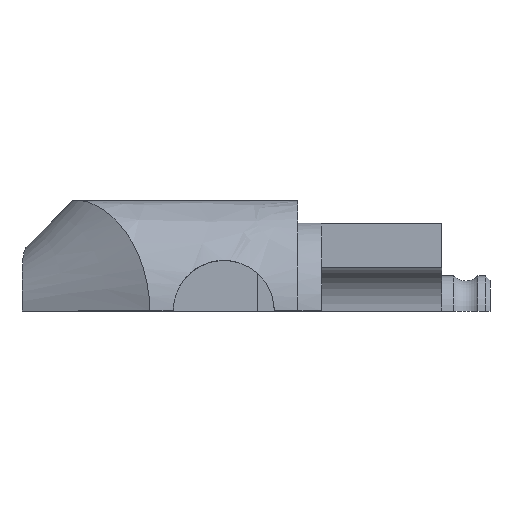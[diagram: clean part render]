
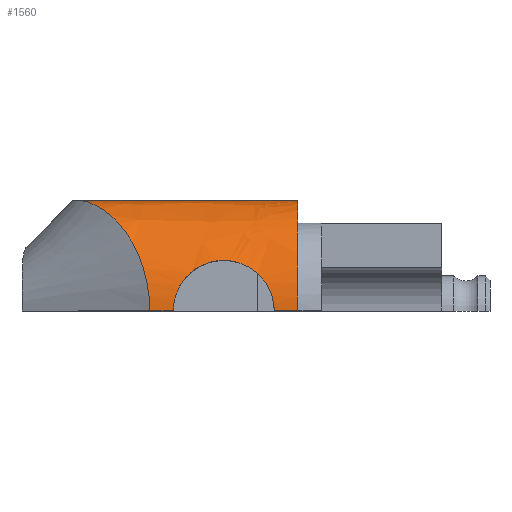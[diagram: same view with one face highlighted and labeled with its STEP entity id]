
A CAD part, top view. The second image highlights one B-rep face of the part: STEP entity #1560.
In plain terms, the highlighted free-form (B-spline) face has degree [2, 1] with [5, 2] control points.
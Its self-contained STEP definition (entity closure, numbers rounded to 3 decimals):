
#29=ELLIPSE('',#1666,11.5,10.);
#31=(
BOUNDED_SURFACE()
B_SPLINE_SURFACE(2,1,((#2278,#2279),(#2280,#2281),(#2282,#2283),(#2284,
#2285),(#2286,#2287)),.UNSPECIFIED.,.F.,.F.,.F.)
B_SPLINE_SURFACE_WITH_KNOTS((3,2,3),(2,2),(111.113,111.278,
127.771),(0.,33.671),.UNSPECIFIED.)
GEOMETRIC_REPRESENTATION_ITEM()
RATIONAL_B_SPLINE_SURFACE(((1.,1.),(1.,1.),(1.,1.),(0.707,0.707),
(1.,1.)))
REPRESENTATION_ITEM('')
SURFACE()
);
#56=B_SPLINE_CURVE_WITH_KNOTS('',3,(#2296,#2297,#2298,#2299,#2300,#2301,
#2302,#2303,#2304,#2305,#2306,#2307,#2308,#2309,#2310,#2311,#2312,#2313,
#2314,#2315,#2316,#2317,#2318),.UNSPECIFIED.,.F.,.F.,(4,1,1,1,1,1,1,1,1,
1,1,1,1,1,1,1,1,1,1,1,4),(2.006,2.626,3.282,
3.938,4.595,5.251,5.907,6.564,
7.22,7.877,8.533,9.189,9.846,
10.502,11.159,11.815,12.471,13.128,
13.784,14.44,15.097),.UNSPECIFIED.);
#57=B_SPLINE_CURVE_WITH_KNOTS('',3,(#2321,#2322,#2323,#2324,#2325,#2326,
#2327,#2328,#2329,#2330,#2331,#2332,#2333,#2334,#2335,#2336,#2337,#2338,
#2339,#2340,#2341,#2342,#2343,#2344,#2345,#2346),.UNSPECIFIED.,.F.,.F.,
(4,2,2,2,2,2,2,2,2,2,2,2,4),(-0.864,-0.804,-0.739,
-0.647,-0.542,-0.49,-0.458,
-0.43,-0.395,-0.332,-0.23,
-0.128,-0.015),.UNSPECIFIED.);
#125=FACE_OUTER_BOUND('',#212,.T.);
#212=EDGE_LOOP('',(#1099,#1100,#1101,#1102,#1103,#1104));
#339=LINE('',#2290,#509);
#340=LINE('',#2294,#510);
#341=LINE('',#2320,#511);
#509=VECTOR('',#1832,10.);
#510=VECTOR('',#1835,10.);
#511=VECTOR('',#1836,10.);
#686=VERTEX_POINT('',#2288);
#687=VERTEX_POINT('',#2289);
#688=VERTEX_POINT('',#2291);
#689=VERTEX_POINT('',#2293);
#690=VERTEX_POINT('',#2295);
#691=VERTEX_POINT('',#2319);
#848=EDGE_CURVE('',#686,#687,#339,.T.);
#849=EDGE_CURVE('',#688,#686,#29,.T.);
#850=EDGE_CURVE('',#688,#689,#340,.T.);
#851=EDGE_CURVE('',#689,#690,#56,.T.);
#852=EDGE_CURVE('',#691,#690,#341,.T.);
#853=EDGE_CURVE('',#687,#691,#57,.T.);
#1099=ORIENTED_EDGE('',*,*,#848,.F.);
#1100=ORIENTED_EDGE('',*,*,#849,.F.);
#1101=ORIENTED_EDGE('',*,*,#850,.T.);
#1102=ORIENTED_EDGE('',*,*,#851,.T.);
#1103=ORIENTED_EDGE('',*,*,#852,.F.);
#1104=ORIENTED_EDGE('',*,*,#853,.F.);
#1560=ADVANCED_FACE('',(#125),#31,.T.);
#1666=AXIS2_PLACEMENT_3D('',#2292,#1833,#1834);
#1832=DIRECTION('',(-1.,0.,0.));
#1833=DIRECTION('center_axis',(1.,0.,0.));
#1834=DIRECTION('ref_axis',(0.,1.,0.));
#1835=DIRECTION('',(-1.,0.,0.));
#1836=DIRECTION('',(-1.,0.,0.));
#2278=CARTESIAN_POINT('Ctrl Pts',(-2.984,-0.163,
11.05));
#2279=CARTESIAN_POINT('Ctrl Pts',(-64.291,-0.163,11.05));
#2280=CARTESIAN_POINT('Ctrl Pts',(-2.984,-0.081,
11.05));
#2281=CARTESIAN_POINT('Ctrl Pts',(-64.291,-0.081,
11.05));
#2282=CARTESIAN_POINT('Ctrl Pts',(-2.984,0.,
11.05));
#2283=CARTESIAN_POINT('Ctrl Pts',(-64.291,0.,
11.05));
#2284=CARTESIAN_POINT('Ctrl Pts',(-2.984,11.5,11.05));
#2285=CARTESIAN_POINT('Ctrl Pts',(-64.291,11.5,11.05));
#2286=CARTESIAN_POINT('Ctrl Pts',(-2.984,11.5,1.05));
#2287=CARTESIAN_POINT('Ctrl Pts',(-64.291,11.5,1.05));
#2288=CARTESIAN_POINT('',(-2.984,0.,11.05));
#2289=CARTESIAN_POINT('',(-5.434,0.,11.05));
#2290=CARTESIAN_POINT('',(-2.984,0.,11.05));
#2291=CARTESIAN_POINT('',(-2.984,11.5,1.05));
#2292=CARTESIAN_POINT('Origin',(-2.984,0.,
1.05));
#2293=CARTESIAN_POINT('',(-25.723,11.499,1.05));
#2294=CARTESIAN_POINT('',(-2.984,11.5,1.05));
#2295=CARTESIAN_POINT('',(-18.384,0.,11.05));
#2296=CARTESIAN_POINT('Ctrl Pts',(-25.723,11.5,1.05));
#2297=CARTESIAN_POINT('Ctrl Pts',(-25.601,11.496,1.319));
#2298=CARTESIAN_POINT('Ctrl Pts',(-25.327,11.476,1.862));
#2299=CARTESIAN_POINT('Ctrl Pts',(-24.868,11.363,2.653));
#2300=CARTESIAN_POINT('Ctrl Pts',(-24.372,11.182,3.428));
#2301=CARTESIAN_POINT('Ctrl Pts',(-23.86,10.935,4.176));
#2302=CARTESIAN_POINT('Ctrl Pts',(-23.342,10.628,4.896));
#2303=CARTESIAN_POINT('Ctrl Pts',(-22.826,10.26,5.589));
#2304=CARTESIAN_POINT('Ctrl Pts',(-22.317,9.834,6.252));
#2305=CARTESIAN_POINT('Ctrl Pts',(-21.82,9.352,6.886));
#2306=CARTESIAN_POINT('Ctrl Pts',(-21.34,8.815,7.488));
#2307=CARTESIAN_POINT('Ctrl Pts',(-20.881,8.223,8.055));
#2308=CARTESIAN_POINT('Ctrl Pts',(-20.449,7.58,8.584));
#2309=CARTESIAN_POINT('Ctrl Pts',(-20.046,6.886,9.072));
#2310=CARTESIAN_POINT('Ctrl Pts',(-19.677,6.145,9.515));
#2311=CARTESIAN_POINT('Ctrl Pts',(-19.347,5.36,9.909));
#2312=CARTESIAN_POINT('Ctrl Pts',(-19.059,4.534,10.252));
#2313=CARTESIAN_POINT('Ctrl Pts',(-18.818,3.673,10.538));
#2314=CARTESIAN_POINT('Ctrl Pts',(-18.626,2.782,10.765));
#2315=CARTESIAN_POINT('Ctrl Pts',(-18.487,1.868,10.929));
#2316=CARTESIAN_POINT('Ctrl Pts',(-18.403,0.939,11.028));
#2317=CARTESIAN_POINT('Ctrl Pts',(-18.384,0.313,11.05));
#2318=CARTESIAN_POINT('Ctrl Pts',(-18.384,0.,
11.05));
#2319=CARTESIAN_POINT('',(-15.934,0.,11.05));
#2320=CARTESIAN_POINT('',(-16.134,0.,11.05));
#2321=CARTESIAN_POINT('Ctrl Pts',(-5.434,0.,
11.05));
#2322=CARTESIAN_POINT('Ctrl Pts',(-5.434,0.307,11.05));
#2323=CARTESIAN_POINT('Ctrl Pts',(-5.46,0.664,11.04));
#2324=CARTESIAN_POINT('Ctrl Pts',(-5.633,1.499,10.972));
#2325=CARTESIAN_POINT('Ctrl Pts',(-5.778,1.92,10.916));
#2326=CARTESIAN_POINT('Ctrl Pts',(-6.246,2.873,10.746));
#2327=CARTESIAN_POINT('Ctrl Pts',(-6.614,3.373,10.619));
#2328=CARTESIAN_POINT('Ctrl Pts',(-7.561,4.277,10.343));
#2329=CARTESIAN_POINT('Ctrl Pts',(-8.157,4.656,10.197));
#2330=CARTESIAN_POINT('Ctrl Pts',(-9.141,5.03,10.044));
#2331=CARTESIAN_POINT('Ctrl Pts',(-9.48,5.122,10.004));
#2332=CARTESIAN_POINT('Ctrl Pts',(-10.041,5.215,9.963));
#2333=CARTESIAN_POINT('Ctrl Pts',(-10.258,5.237,9.953));
#2334=CARTESIAN_POINT('Ctrl Pts',(-10.669,5.254,9.946));
#2335=CARTESIAN_POINT('Ctrl Pts',(-10.863,5.251,9.947));
#2336=CARTESIAN_POINT('Ctrl Pts',(-11.295,5.22,9.961));
#2337=CARTESIAN_POINT('Ctrl Pts',(-11.532,5.187,9.976));
#2338=CARTESIAN_POINT('Ctrl Pts',(-12.18,5.05,10.035));
#2339=CARTESIAN_POINT('Ctrl Pts',(-12.581,4.913,10.093));
#2340=CARTESIAN_POINT('Ctrl Pts',(-13.574,4.436,10.281));
#2341=CARTESIAN_POINT('Ctrl Pts',(-14.123,4.024,10.429));
#2342=CARTESIAN_POINT('Ctrl Pts',(-15.036,3.015,10.712));
#2343=CARTESIAN_POINT('Ctrl Pts',(-15.394,2.421,10.843));
#2344=CARTESIAN_POINT('Ctrl Pts',(-15.883,1.052,11.028));
#2345=CARTESIAN_POINT('Ctrl Pts',(-15.934,0.429,11.05));
#2346=CARTESIAN_POINT('Ctrl Pts',(-15.934,0.,
11.05));
